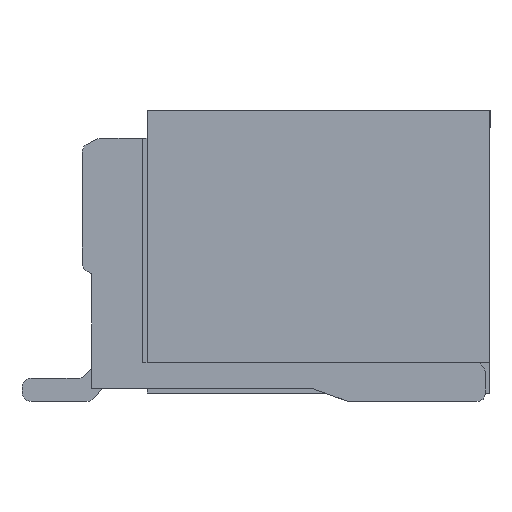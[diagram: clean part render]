
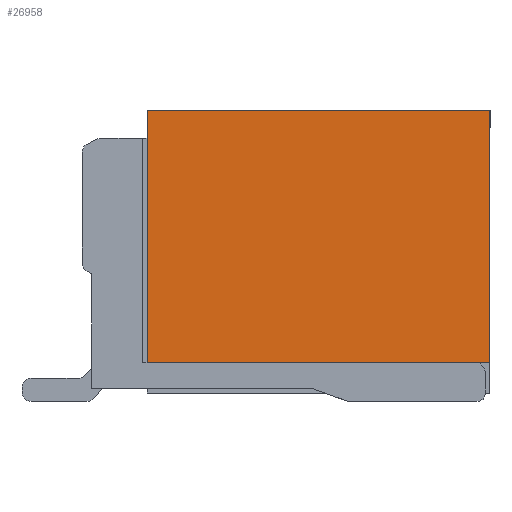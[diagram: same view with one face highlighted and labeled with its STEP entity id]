
A CAD part, left-side view. The second image highlights one B-rep face of the part: STEP entity #26958.
In plain terms, the highlighted planar face has unit normal (-1, 0, 0).
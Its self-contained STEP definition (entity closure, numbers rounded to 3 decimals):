
#1717 = EDGE_CURVE ( 'NONE', #13979, #7960, #9464, .T. ) ;
#2934 = CARTESIAN_POINT ( 'NONE',  ( -5.175, -2.525, 3.38 ) ) ;
#7960 = VERTEX_POINT ( 'NONE', #26147 ) ;
#7965 = CARTESIAN_POINT ( 'NONE',  ( -5.175, -2.525, 3.38 ) ) ;
#8280 = LINE ( 'NONE', #17370, #14091 ) ;
#9156 = CARTESIAN_POINT ( 'NONE',  ( -5.175, 1.175, 3.08 ) ) ;
#9290 = DIRECTION ( 'NONE',  ( 0., 0., 1. ) ) ;
#9464 = LINE ( 'NONE', #22560, #15551 ) ;
#9894 = AXIS2_PLACEMENT_3D ( 'NONE', #24256, #16588, #16282 ) ;
#10126 = VERTEX_POINT ( 'NONE', #7965 ) ;
#11017 = PLANE ( 'NONE',  #9894 ) ;
#12960 = CARTESIAN_POINT ( 'NONE',  ( -5.175, -2.525, 0.66 ) ) ;
#13950 = LINE ( 'NONE', #2934, #18323 ) ;
#13979 = VERTEX_POINT ( 'NONE', #12960 ) ;
#13997 = VECTOR ( 'NONE', #9290, 1000. ) ;
#14091 = VECTOR ( 'NONE', #21947, 1000. ) ;
#15551 = VECTOR ( 'NONE', #15774, 1000. ) ;
#15774 = DIRECTION ( 'NONE',  ( 0., 1., 0. ) ) ;
#16282 = DIRECTION ( 'NONE',  ( 0., 1., 0. ) ) ;
#16300 = ORIENTED_EDGE ( 'NONE', *, *, #1717, .F. ) ;
#16314 = EDGE_LOOP ( 'NONE', ( #16854, #16300, #26723, #19342 ) ) ;
#16588 = DIRECTION ( 'NONE',  ( 1., 0., 0. ) ) ;
#16854 = ORIENTED_EDGE ( 'NONE', *, *, #20021, .F. ) ;
#17370 = CARTESIAN_POINT ( 'NONE',  ( -5.175, -2.525, 3.38 ) ) ;
#18323 = VECTOR ( 'NONE', #22960, 1000. ) ;
#19148 = CARTESIAN_POINT ( 'NONE',  ( -5.175, 1.175, 3.38 ) ) ;
#19342 = ORIENTED_EDGE ( 'NONE', *, *, #24905, .T. ) ;
#20021 = EDGE_CURVE ( 'NONE', #7960, #21386, #24618, .T. ) ;
#21386 = VERTEX_POINT ( 'NONE', #19148 ) ;
#21947 = DIRECTION ( 'NONE',  ( 0., 1., 0. ) ) ;
#22560 = CARTESIAN_POINT ( 'NONE',  ( -5.175, -2.525, 0.66 ) ) ;
#22960 = DIRECTION ( 'NONE',  ( 0., 0., -1. ) ) ;
#24256 = CARTESIAN_POINT ( 'NONE',  ( -5.175, -2.525, 3.38 ) ) ;
#24402 = FACE_OUTER_BOUND ( 'NONE', #16314, .T. ) ;
#24618 = LINE ( 'NONE', #9156, #13997 ) ;
#24905 = EDGE_CURVE ( 'NONE', #10126, #21386, #8280, .T. ) ;
#26147 = CARTESIAN_POINT ( 'NONE',  ( -5.175, 1.175, 0.66 ) ) ;
#26634 = EDGE_CURVE ( 'NONE', #10126, #13979, #13950, .T. ) ;
#26723 = ORIENTED_EDGE ( 'NONE', *, *, #26634, .F. ) ;
#26958 = ADVANCED_FACE ( 'NONE', ( #24402 ), #11017, .F. ) ;
